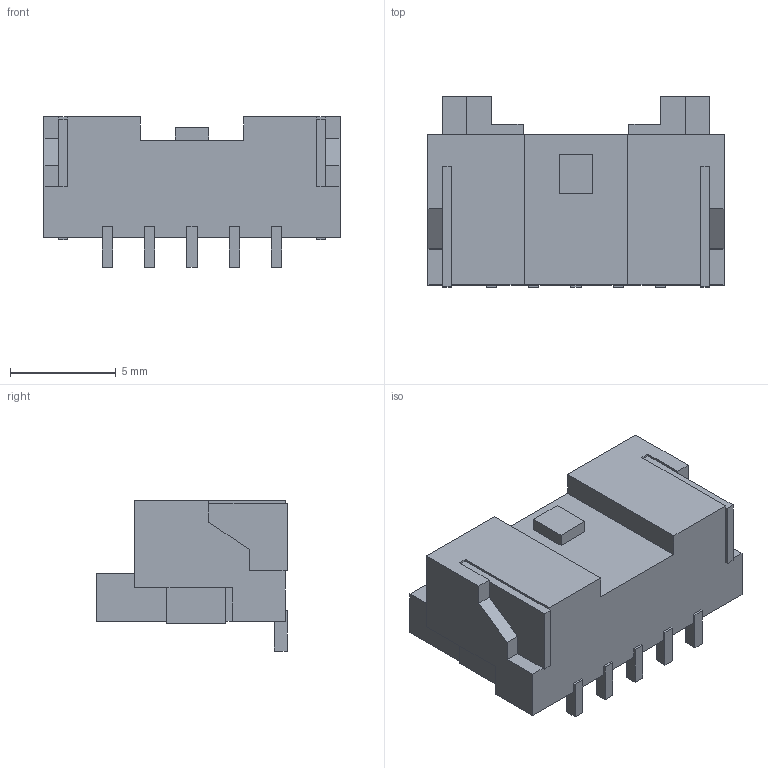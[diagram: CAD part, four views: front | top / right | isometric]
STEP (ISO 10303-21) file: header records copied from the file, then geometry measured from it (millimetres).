
FILE_DESCRIPTION (( 'STEP AP214' ), '1' );
FILE_NAME ('JST BM05B-PASS-TF.STEP', '2015-11-29T00:39:16', ( '' ), ( '' ), 'SwSTEP 2.0', 'SolidWorks 2015', '' );
FILE_SCHEMA (( 'AUTOMOTIVE_DESIGN' ));
Length unit declared in the file: millimetre
Products named in the file (1): JST BM05B-PASS-TF
Bounding box: 14 x 9 x 7.1 mm (x, y, z)
Volume: 395.2 mm3; surface area: 667.6 mm2
Topology: 1 solids, 1 shells, 140 faces, 390 edges, 258 vertices
Faces by surface type: plane 140
Entity records: 5960 total; most frequent: CARTESIAN_POINT 789, ORIENTED_EDGE 780, DIRECTION 672, LINE 390, VECTOR 390, EDGE_CURVE 390, VERTEX_POINT 258, EDGE_LOOP 146
